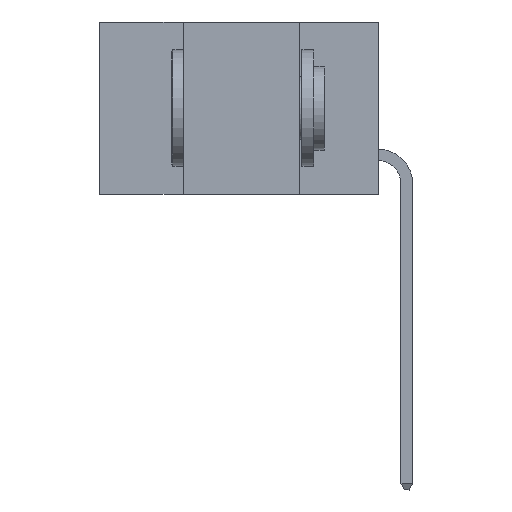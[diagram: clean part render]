
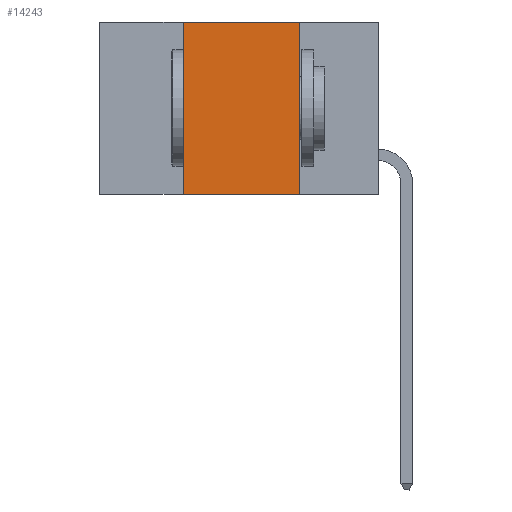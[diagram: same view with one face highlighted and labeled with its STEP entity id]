
A CAD part, left-side view. The second image highlights one B-rep face of the part: STEP entity #14243.
In plain terms, the highlighted planar face has unit normal (-1, 0, 0).
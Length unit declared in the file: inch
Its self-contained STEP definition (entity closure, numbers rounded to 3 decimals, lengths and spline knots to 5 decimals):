
#740 = VERTEX_POINT ( 'NONE', #13798 ) ;
#1117 = LINE ( 'NONE', #21809, #22471 ) ;
#1735 = DIRECTION ( 'NONE',  ( 0., 0., 1. ) ) ;
#2448 = ORIENTED_EDGE ( 'NONE', *, *, #18924, .T. ) ;
#3261 = EDGE_LOOP ( 'NONE', ( #12763, #25617, #16378, #2448 ) ) ;
#3503 = EDGE_CURVE ( 'NONE', #740, #22243, #1117, .T. ) ;
#3911 = VECTOR ( 'NONE', #25424, 39.37008 ) ;
#4791 = CARTESIAN_POINT ( 'NONE',  ( 0., 0.6, -0.37 ) ) ;
#5468 = FACE_OUTER_BOUND ( 'NONE', #3261, .T. ) ;
#9256 = LINE ( 'NONE', #4791, #3911 ) ;
#10698 = VERTEX_POINT ( 'NONE', #18031 ) ;
#10961 = AXIS2_PLACEMENT_3D ( 'NONE', #17976, #14031, #20056 ) ;
#11258 = VERTEX_POINT ( 'NONE', #22761 ) ;
#12763 = ORIENTED_EDGE ( 'NONE', *, *, #23921, .F. ) ;
#13411 = LINE ( 'NONE', #24979, #23408 ) ;
#13798 = CARTESIAN_POINT ( 'NONE',  ( 0., 0.42, -0.37 ) ) ;
#14031 = DIRECTION ( 'NONE',  ( 1., 0., 0. ) ) ;
#14243 = ADVANCED_FACE ( 'NONE', ( #5468 ), #25816, .F. ) ;
#15253 = DIRECTION ( 'NONE',  ( 0., 0., -1. ) ) ;
#16378 = ORIENTED_EDGE ( 'NONE', *, *, #3503, .F. ) ;
#17976 = CARTESIAN_POINT ( 'NONE',  ( 0., 0.6, 0. ) ) ;
#18031 = CARTESIAN_POINT ( 'NONE',  ( 0., 0.17, 0. ) ) ;
#18924 = EDGE_CURVE ( 'NONE', #740, #11258, #9256, .T. ) ;
#20056 = DIRECTION ( 'NONE',  ( 0., 0., -1. ) ) ;
#20131 = LINE ( 'NONE', #25186, #21654 ) ;
#21042 = DIRECTION ( 'NONE',  ( 0., -1., 0. ) ) ;
#21654 = VECTOR ( 'NONE', #15253, 39.37008 ) ;
#21809 = CARTESIAN_POINT ( 'NONE',  ( 0., 0.42, 0. ) ) ;
#22243 = VERTEX_POINT ( 'NONE', #24298 ) ;
#22471 = VECTOR ( 'NONE', #1735, 39.37008 ) ;
#22761 = CARTESIAN_POINT ( 'NONE',  ( 0., 0.17, -0.37 ) ) ;
#22793 = EDGE_CURVE ( 'NONE', #22243, #10698, #13411, .T. ) ;
#23408 = VECTOR ( 'NONE', #21042, 39.37008 ) ;
#23921 = EDGE_CURVE ( 'NONE', #10698, #11258, #20131, .T. ) ;
#24298 = CARTESIAN_POINT ( 'NONE',  ( 0., 0.42, 0. ) ) ;
#24979 = CARTESIAN_POINT ( 'NONE',  ( 0., 0.6, 0. ) ) ;
#25186 = CARTESIAN_POINT ( 'NONE',  ( 0., 0.17, 0. ) ) ;
#25424 = DIRECTION ( 'NONE',  ( 0., -1., 0. ) ) ;
#25617 = ORIENTED_EDGE ( 'NONE', *, *, #22793, .F. ) ;
#25816 = PLANE ( 'NONE',  #10961 ) ;
